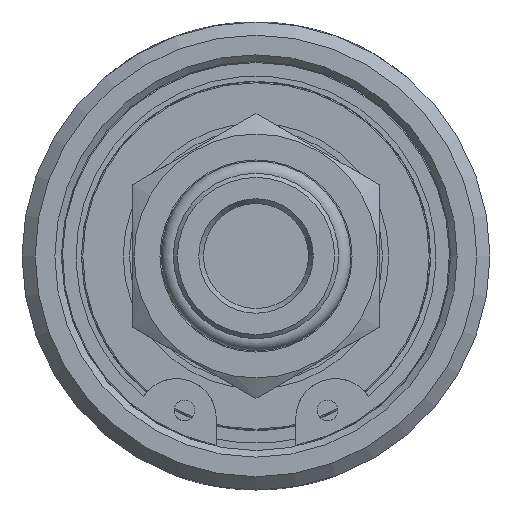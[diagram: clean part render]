
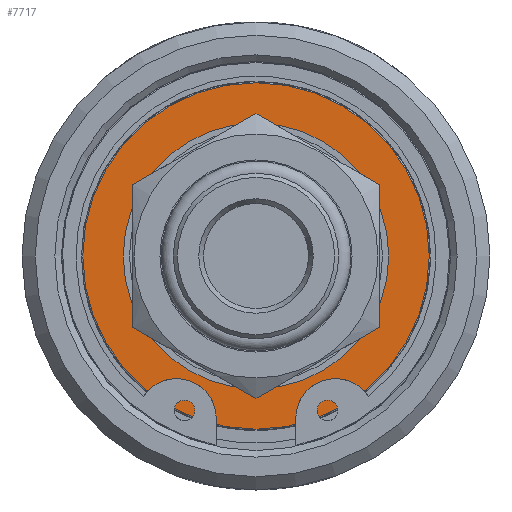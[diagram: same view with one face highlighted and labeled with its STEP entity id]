
A CAD part, left-side view. The second image highlights one B-rep face of the part: STEP entity #7717.
In plain terms, the highlighted planar face has unit normal (-1, 0, 0).
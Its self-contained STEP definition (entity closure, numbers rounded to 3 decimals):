
#82=FACE_BOUND('',#2662,.T.);
#1381=PLANE('',#8322);
#2178=FACE_OUTER_BOUND('',#2661,.T.);
#2661=EDGE_LOOP('',(#7093,#7094));
#2662=EDGE_LOOP('',(#7095,#7096));
#2955=CIRCLE('',#8320,16.05);
#2956=CIRCLE('',#8321,16.05);
#2957=CIRCLE('',#8323,20.95);
#2958=CIRCLE('',#8324,20.95);
#3729=VERTEX_POINT('',#60213);
#3730=VERTEX_POINT('',#60214);
#3731=VERTEX_POINT('',#60219);
#3732=VERTEX_POINT('',#60220);
#4864=EDGE_CURVE('',#3729,#3730,#2955,.T.);
#4865=EDGE_CURVE('',#3730,#3729,#2956,.T.);
#4867=EDGE_CURVE('',#3731,#3732,#2957,.T.);
#4868=EDGE_CURVE('',#3732,#3731,#2958,.T.);
#7093=ORIENTED_EDGE('',*,*,#4867,.F.);
#7094=ORIENTED_EDGE('',*,*,#4868,.F.);
#7095=ORIENTED_EDGE('',*,*,#4864,.T.);
#7096=ORIENTED_EDGE('',*,*,#4865,.T.);
#7717=ADVANCED_FACE('',(#2178,#82),#1381,.T.);
#8320=AXIS2_PLACEMENT_3D('',#60215,#9890,#9891);
#8321=AXIS2_PLACEMENT_3D('',#60216,#9892,#9893);
#8322=AXIS2_PLACEMENT_3D('',#60218,#9895,#9896);
#8323=AXIS2_PLACEMENT_3D('',#60221,#9897,#9898);
#8324=AXIS2_PLACEMENT_3D('',#60222,#9899,#9900);
#9890=DIRECTION('center_axis',(1.,0.,0.));
#9891=DIRECTION('ref_axis',(0.,-1.,0.));
#9892=DIRECTION('center_axis',(1.,0.,0.));
#9893=DIRECTION('ref_axis',(0.,-1.,0.));
#9895=DIRECTION('center_axis',(-1.,0.,0.));
#9896=DIRECTION('ref_axis',(0.,1.,0.));
#9897=DIRECTION('center_axis',(1.,0.,0.));
#9898=DIRECTION('ref_axis',(0.,-1.,0.));
#9899=DIRECTION('center_axis',(1.,0.,0.));
#9900=DIRECTION('ref_axis',(0.,-1.,0.));
#60213=CARTESIAN_POINT('',(38.425,-16.05,0.));
#60214=CARTESIAN_POINT('',(38.425,16.05,0.));
#60215=CARTESIAN_POINT('Origin',(38.425,0.,0.));
#60216=CARTESIAN_POINT('Origin',(38.425,0.,0.));
#60218=CARTESIAN_POINT('Origin',(38.425,-18.5,0.));
#60219=CARTESIAN_POINT('',(38.425,-20.95,0.));
#60220=CARTESIAN_POINT('',(38.425,20.95,0.));
#60221=CARTESIAN_POINT('Origin',(38.425,0.,0.));
#60222=CARTESIAN_POINT('Origin',(38.425,0.,0.));
